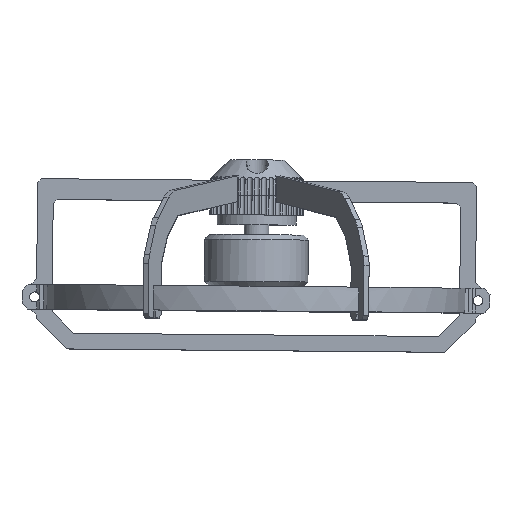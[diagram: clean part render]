
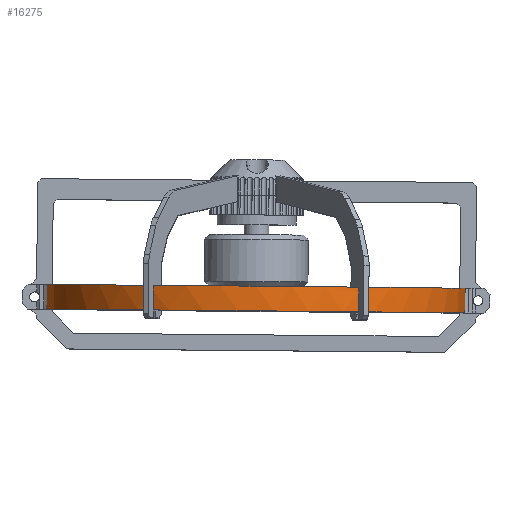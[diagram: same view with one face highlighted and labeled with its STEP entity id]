
A CAD part, top view. The second image highlights one B-rep face of the part: STEP entity #16275.
In plain terms, the highlighted cylindrical face has radius 42.7 mm (diameter 85.4 mm), a partial arc.
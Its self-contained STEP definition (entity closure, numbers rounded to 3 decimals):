
#130 = DIRECTION ( 'NONE',  ( -0.009, -1., 0. ) ) ;
#280 = EDGE_CURVE ( 'NONE', #12982, #5372, #17033, .T. ) ;
#456 = VECTOR ( 'NONE', #18142, 1000. ) ;
#660 = CARTESIAN_POINT ( 'NONE',  ( -334.265, 10.101, 35.176 ) ) ;
#688 = ORIENTED_EDGE ( 'NONE', *, *, #12010, .T. ) ;
#935 = AXIS2_PLACEMENT_3D ( 'NONE', #18844, #130, #8878 ) ;
#1117 = CARTESIAN_POINT ( 'NONE',  ( -291.571, 9.721, 35.776 ) ) ;
#1541 = CARTESIAN_POINT ( 'NONE',  ( -290.531, 9.712, 35.176 ) ) ;
#1602 = ORIENTED_EDGE ( 'NONE', *, *, #4067, .T. ) ;
#2373 = CIRCLE ( 'NONE', #12039, 42.7 ) ;
#2396 = ORIENTED_EDGE ( 'NONE', *, *, #5933, .T. ) ;
#2741 = DIRECTION ( 'NONE',  ( 1., -0.009, 0. ) ) ;
#2914 = VERTEX_POINT ( 'NONE', #21681 ) ;
#3071 = DIRECTION ( 'NONE',  ( -0.009, -1., 0. ) ) ;
#3284 = VECTOR ( 'NONE', #8088, 1000. ) ;
#3608 = CARTESIAN_POINT ( 'NONE',  ( -312.443, 4.907, -1.5 ) ) ;
#3682 = CARTESIAN_POINT ( 'NONE',  ( -291.581, 8.521, 35.776 ) ) ;
#3687 = ORIENTED_EDGE ( 'NONE', *, *, #15654, .F. ) ;
#3693 = CARTESIAN_POINT ( 'NONE',  ( -354.804, 5.284, 3.851 ) ) ;
#3900 = DIRECTION ( 'NONE',  ( 1., -0.009, 0. ) ) ;
#4067 = EDGE_CURVE ( 'NONE', #5372, #18907, #16643, .T. ) ;
#4475 = LINE ( 'NONE', #7634, #456 ) ;
#4494 = AXIS2_PLACEMENT_3D ( 'NONE', #20337, #4982, #11712 ) ;
#4793 = ORIENTED_EDGE ( 'NONE', *, *, #22012, .F. ) ;
#4912 = CIRCLE ( 'NONE', #10640, 42.7 ) ;
#4982 = DIRECTION ( 'NONE',  ( -0.009, -1., 0. ) ) ;
#5221 = CIRCLE ( 'NONE', #15604, 42.7 ) ;
#5278 = FACE_OUTER_BOUND ( 'NONE', #14920, .T. ) ;
#5372 = VERTEX_POINT ( 'NONE', #8624 ) ;
#5505 = DIRECTION ( 'NONE',  ( -1., 0.009, 0. ) ) ;
#5907 = CARTESIAN_POINT ( 'NONE',  ( -270.081, 4.53, 3.851 ) ) ;
#5933 = EDGE_CURVE ( 'NONE', #2914, #16588, #11672, .T. ) ;
#6680 = LINE ( 'NONE', #20352, #20466 ) ;
#6686 = VERTEX_POINT ( 'NONE', #1541 ) ;
#6906 = DIRECTION ( 'NONE',  ( -0.009, -1., 0. ) ) ;
#7197 = CYLINDRICAL_SURFACE ( 'NONE', #7471, 42.7 ) ;
#7383 = EDGE_CURVE ( 'NONE', #6686, #16818, #4475, .T. ) ;
#7431 = LINE ( 'NONE', #15836, #16742 ) ;
#7471 = AXIS2_PLACEMENT_3D ( 'NONE', #3608, #11907, #5505 ) ;
#7634 = CARTESIAN_POINT ( 'NONE',  ( -290.576, 4.712, 35.176 ) ) ;
#7677 = CARTESIAN_POINT ( 'NONE',  ( -270.081, 4.53, 3.851 ) ) ;
#7724 = VERTEX_POINT ( 'NONE', #5907 ) ;
#7742 = CIRCLE ( 'NONE', #935, 42.7 ) ;
#8088 = DIRECTION ( 'NONE',  ( -0.009, -1., 0. ) ) ;
#8114 = LINE ( 'NONE', #7677, #19550 ) ;
#8156 = DIRECTION ( 'NONE',  ( 0.009, 1., 0. ) ) ;
#8159 = CIRCLE ( 'NONE', #21754, 42.7 ) ;
#8260 = VERTEX_POINT ( 'NONE', #15736 ) ;
#8421 = DIRECTION ( 'NONE',  ( -0.009, -1., 0. ) ) ;
#8624 = CARTESIAN_POINT ( 'NONE',  ( -333.236, 8.892, 35.776 ) ) ;
#8878 = DIRECTION ( 'NONE',  ( 1., -0.009, 0. ) ) ;
#9542 = ORIENTED_EDGE ( 'NONE', *, *, #19649, .T. ) ;
#9691 = DIRECTION ( 'NONE',  ( 0.009, 1., 0. ) ) ;
#10202 = VECTOR ( 'NONE', #8421, 1000. ) ;
#10568 = VERTEX_POINT ( 'NONE', #3682 ) ;
#10640 = AXIS2_PLACEMENT_3D ( 'NONE', #13995, #11973, #18803 ) ;
#11672 = LINE ( 'NONE', #13127, #3284 ) ;
#11712 = DIRECTION ( 'NONE',  ( 1., -0.009, 0. ) ) ;
#11736 = EDGE_CURVE ( 'NONE', #12404, #12982, #5221, .T. ) ;
#11788 = CARTESIAN_POINT ( 'NONE',  ( -333.27, 5.092, 35.776 ) ) ;
#11907 = DIRECTION ( 'NONE',  ( 0.009, 1., 0. ) ) ;
#11973 = DIRECTION ( 'NONE',  ( -0.009, -1., 0. ) ) ;
#12010 = EDGE_CURVE ( 'NONE', #7724, #8260, #8114, .T. ) ;
#12039 = AXIS2_PLACEMENT_3D ( 'NONE', #18085, #3071, #2741 ) ;
#12309 = DIRECTION ( 'NONE',  ( -0.009, -1., 0. ) ) ;
#12404 = VERTEX_POINT ( 'NONE', #1117 ) ;
#12520 = EDGE_CURVE ( 'NONE', #7724, #16588, #4912, .T. ) ;
#12982 = VERTEX_POINT ( 'NONE', #22040 ) ;
#13127 = CARTESIAN_POINT ( 'NONE',  ( -354.804, 5.284, 3.851 ) ) ;
#13475 = EDGE_CURVE ( 'NONE', #12404, #10568, #7431, .T. ) ;
#13990 = ORIENTED_EDGE ( 'NONE', *, *, #13475, .F. ) ;
#13995 = CARTESIAN_POINT ( 'NONE',  ( -312.443, 4.907, -1.5 ) ) ;
#14053 = DIRECTION ( 'NONE',  ( -0.009, -1., 0. ) ) ;
#14491 = EDGE_CURVE ( 'NONE', #8260, #6686, #2373, .T. ) ;
#14920 = EDGE_LOOP ( 'NONE', ( #17499, #688, #19952, #18616, #3687, #13990, #16475, #18990, #1602, #4793, #9542, #2396 ) ) ;
#14982 = CARTESIAN_POINT ( 'NONE',  ( -312.409, 8.707, -1.5 ) ) ;
#15604 = AXIS2_PLACEMENT_3D ( 'NONE', #17565, #12309, #3900 ) ;
#15654 = EDGE_CURVE ( 'NONE', #10568, #16818, #8159, .T. ) ;
#15736 = CARTESIAN_POINT ( 'NONE',  ( -270.036, 9.53, 3.851 ) ) ;
#15836 = CARTESIAN_POINT ( 'NONE',  ( -291.615, 4.722, 35.776 ) ) ;
#16275 = ADVANCED_FACE ( 'NONE', ( #5278 ), #7197, .T. ) ;
#16475 = ORIENTED_EDGE ( 'NONE', *, *, #11736, .T. ) ;
#16588 = VERTEX_POINT ( 'NONE', #3693 ) ;
#16643 = CIRCLE ( 'NONE', #4494, 42.7 ) ;
#16655 = DIRECTION ( 'NONE',  ( -1., 0.009, 0. ) ) ;
#16742 = VECTOR ( 'NONE', #14053, 1000. ) ;
#16818 = VERTEX_POINT ( 'NONE', #19143 ) ;
#17033 = LINE ( 'NONE', #11788, #10202 ) ;
#17499 = ORIENTED_EDGE ( 'NONE', *, *, #12520, .F. ) ;
#17565 = CARTESIAN_POINT ( 'NONE',  ( -312.398, 9.907, -1.5 ) ) ;
#17964 = CARTESIAN_POINT ( 'NONE',  ( -334.275, 8.901, 35.176 ) ) ;
#18085 = CARTESIAN_POINT ( 'NONE',  ( -312.398, 9.907, -1.5 ) ) ;
#18142 = DIRECTION ( 'NONE',  ( -0.009, -1., 0. ) ) ;
#18616 = ORIENTED_EDGE ( 'NONE', *, *, #7383, .T. ) ;
#18803 = DIRECTION ( 'NONE',  ( 1., -0.009, 0. ) ) ;
#18844 = CARTESIAN_POINT ( 'NONE',  ( -312.398, 9.907, -1.5 ) ) ;
#18907 = VERTEX_POINT ( 'NONE', #17964 ) ;
#18990 = ORIENTED_EDGE ( 'NONE', *, *, #280, .T. ) ;
#19143 = CARTESIAN_POINT ( 'NONE',  ( -290.542, 8.512, 35.176 ) ) ;
#19550 = VECTOR ( 'NONE', #9691, 1000. ) ;
#19649 = EDGE_CURVE ( 'NONE', #21312, #2914, #7742, .T. ) ;
#19952 = ORIENTED_EDGE ( 'NONE', *, *, #14491, .T. ) ;
#20337 = CARTESIAN_POINT ( 'NONE',  ( -312.409, 8.707, -1.5 ) ) ;
#20352 = CARTESIAN_POINT ( 'NONE',  ( -334.309, 5.102, 35.176 ) ) ;
#20466 = VECTOR ( 'NONE', #6906, 1000. ) ;
#21312 = VERTEX_POINT ( 'NONE', #660 ) ;
#21681 = CARTESIAN_POINT ( 'NONE',  ( -354.76, 10.284, 3.851 ) ) ;
#21754 = AXIS2_PLACEMENT_3D ( 'NONE', #14982, #8156, #16655 ) ;
#22012 = EDGE_CURVE ( 'NONE', #21312, #18907, #6680, .T. ) ;
#22040 = CARTESIAN_POINT ( 'NONE',  ( -333.225, 10.092, 35.776 ) ) ;
